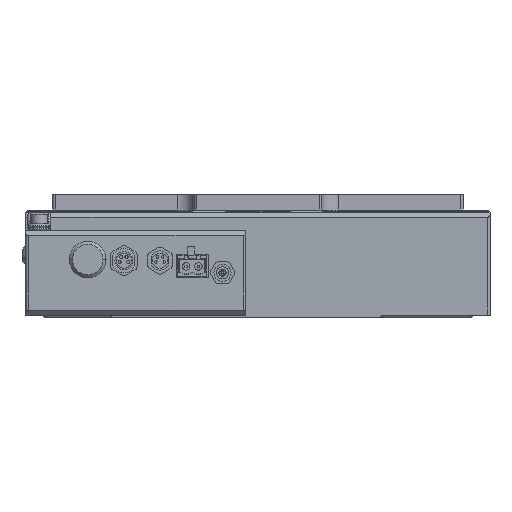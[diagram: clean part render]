
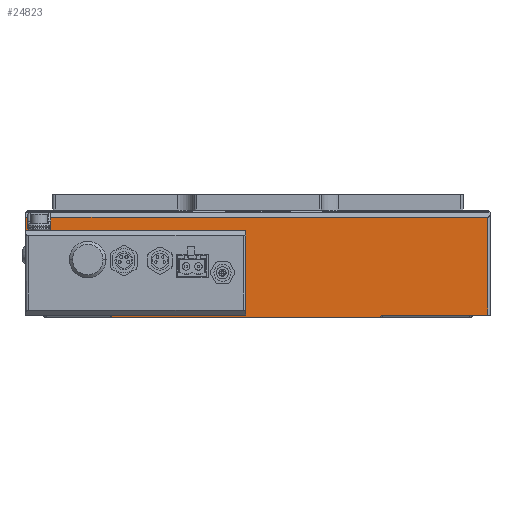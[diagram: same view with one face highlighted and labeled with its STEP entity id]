
A CAD part, left-side view. The second image highlights one B-rep face of the part: STEP entity #24823.
In plain terms, the highlighted planar face has unit normal (-1, 0, 0).
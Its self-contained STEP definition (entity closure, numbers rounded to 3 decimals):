
#186 = DIRECTION ( 'NONE',  ( 1., 0., 0. ) ) ;
#701 = LINE ( 'NONE', #26017, #24294 ) ;
#1383 = EDGE_CURVE ( 'NONE', #37415, #31094, #10503, .T. ) ;
#1695 = LINE ( 'NONE', #40952, #11970 ) ;
#1950 = ORIENTED_EDGE ( 'NONE', *, *, #5505, .F. ) ;
#2141 = LINE ( 'NONE', #21968, #24692 ) ;
#2303 = LINE ( 'NONE', #21545, #32205 ) ;
#3583 = CARTESIAN_POINT ( 'NONE',  ( -104., 1., -95. ) ) ;
#3846 = CARTESIAN_POINT ( 'NONE',  ( -104., 1., 94. ) ) ;
#4366 = EDGE_CURVE ( 'NONE', #28473, #8941, #22877, .T. ) ;
#5246 = ORIENTED_EDGE ( 'NONE', *, *, #5472, .T. ) ;
#5472 = EDGE_CURVE ( 'NONE', #31094, #28473, #2303, .T. ) ;
#5505 = EDGE_CURVE ( 'NONE', #37415, #20532, #1695, .T. ) ;
#6285 = DIRECTION ( 'NONE',  ( 1., 0., 0. ) ) ;
#8361 = LINE ( 'NONE', #41303, #36887 ) ;
#8941 = VERTEX_POINT ( 'NONE', #9015 ) ;
#9015 = CARTESIAN_POINT ( 'NONE',  ( -104., 1., 51.431 ) ) ;
#9678 = DIRECTION ( 'NONE',  ( 0., 0., -1. ) ) ;
#9715 = CARTESIAN_POINT ( 'NONE',  ( -104., 41., 95. ) ) ;
#10503 = CIRCLE ( 'NONE', #34099, 1.524 ) ;
#11021 = CARTESIAN_POINT ( 'NONE',  ( -104., 41., 94. ) ) ;
#11097 = ORIENTED_EDGE ( 'NONE', *, *, #1383, .T. ) ;
#11411 = DIRECTION ( 'NONE',  ( 0., 0., 1. ) ) ;
#11970 = VECTOR ( 'NONE', #37184, 1000. ) ;
#12245 = ORIENTED_EDGE ( 'NONE', *, *, #37601, .T. ) ;
#12991 = DIRECTION ( 'NONE',  ( 0., 0., -1. ) ) ;
#13427 = VECTOR ( 'NONE', #28942, 1000. ) ;
#13511 = CARTESIAN_POINT ( 'NONE',  ( -104., 0., -60. ) ) ;
#14012 = EDGE_CURVE ( 'NONE', #36420, #15093, #2141, .T. ) ;
#14368 = EDGE_CURVE ( 'NONE', #36420, #8941, #8361, .T. ) ;
#15093 = VERTEX_POINT ( 'NONE', #11021 ) ;
#18117 = CARTESIAN_POINT ( 'NONE',  ( -104., 0., 50. ) ) ;
#18317 = ORIENTED_EDGE ( 'NONE', *, *, #14368, .F. ) ;
#18778 = CARTESIAN_POINT ( 'NONE',  ( -104., -0.524, -61.431 ) ) ;
#18996 = DIRECTION ( 'NONE',  ( 0., 0., -1. ) ) ;
#20401 = VERTEX_POINT ( 'NONE', #37593 ) ;
#20532 = VERTEX_POINT ( 'NONE', #3583 ) ;
#21157 = PLANE ( 'NONE',  #39183 ) ;
#21176 = ORIENTED_EDGE ( 'NONE', *, *, #36780, .T. ) ;
#21545 = CARTESIAN_POINT ( 'NONE',  ( -104., 0., 50. ) ) ;
#21755 = DIRECTION ( 'NONE',  ( 1., 0., 0. ) ) ;
#21780 = DIRECTION ( 'NONE',  ( 0., 1., 0. ) ) ;
#21968 = CARTESIAN_POINT ( 'NONE',  ( -104., 41., 94. ) ) ;
#22455 = CARTESIAN_POINT ( 'NONE',  ( -104., 1., -61.431 ) ) ;
#22877 = CIRCLE ( 'NONE', #38361, 1.524 ) ;
#23280 = DIRECTION ( 'NONE',  ( 0., -1., 0. ) ) ;
#24294 = VECTOR ( 'NONE', #23280, 1000. ) ;
#24532 = FACE_OUTER_BOUND ( 'NONE', #37316, .T. ) ;
#24692 = VECTOR ( 'NONE', #21780, 1000. ) ;
#24823 = ADVANCED_FACE ( 'NONE', ( #24532 ), #21157, .F. ) ;
#26017 = CARTESIAN_POINT ( 'NONE',  ( -104., 0., -95. ) ) ;
#26377 = ORIENTED_EDGE ( 'NONE', *, *, #4366, .T. ) ;
#28473 = VERTEX_POINT ( 'NONE', #18117 ) ;
#28942 = DIRECTION ( 'NONE',  ( 0., 0., -1. ) ) ;
#29156 = LINE ( 'NONE', #9715, #13427 ) ;
#31094 = VERTEX_POINT ( 'NONE', #13511 ) ;
#31852 = DIRECTION ( 'NONE',  ( 0., 0., -1. ) ) ;
#32205 = VECTOR ( 'NONE', #11411, 1000. ) ;
#34099 = AXIS2_PLACEMENT_3D ( 'NONE', #18778, #21755, #18996 ) ;
#34228 = CARTESIAN_POINT ( 'NONE',  ( -104., 0., 95. ) ) ;
#34798 = CARTESIAN_POINT ( 'NONE',  ( -104., -0.524, 51.431 ) ) ;
#35960 = ORIENTED_EDGE ( 'NONE', *, *, #14012, .T. ) ;
#36420 = VERTEX_POINT ( 'NONE', #3846 ) ;
#36780 = EDGE_CURVE ( 'NONE', #15093, #20401, #29156, .T. ) ;
#36887 = VECTOR ( 'NONE', #12991, 1000. ) ;
#37184 = DIRECTION ( 'NONE',  ( 0., 0., -1. ) ) ;
#37316 = EDGE_LOOP ( 'NONE', ( #18317, #35960, #21176, #12245, #1950, #11097, #5246, #26377 ) ) ;
#37415 = VERTEX_POINT ( 'NONE', #22455 ) ;
#37593 = CARTESIAN_POINT ( 'NONE',  ( -104., 41., -95. ) ) ;
#37601 = EDGE_CURVE ( 'NONE', #20401, #20532, #701, .T. ) ;
#38361 = AXIS2_PLACEMENT_3D ( 'NONE', #34798, #186, #9678 ) ;
#39183 = AXIS2_PLACEMENT_3D ( 'NONE', #34228, #6285, #31852 ) ;
#40952 = CARTESIAN_POINT ( 'NONE',  ( -104., 1., 95. ) ) ;
#41303 = CARTESIAN_POINT ( 'NONE',  ( -104., 1., 95. ) ) ;
